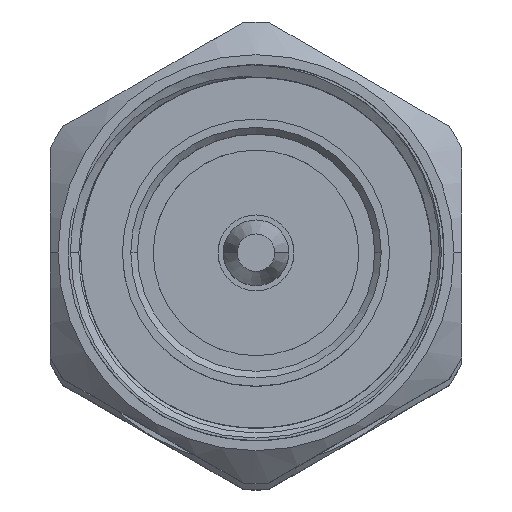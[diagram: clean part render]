
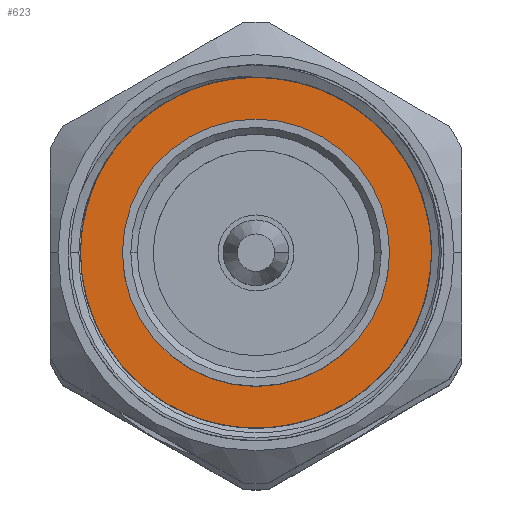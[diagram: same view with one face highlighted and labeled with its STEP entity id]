
A CAD part, top view. The second image highlights one B-rep face of the part: STEP entity #623.
In plain terms, the highlighted face is planar.
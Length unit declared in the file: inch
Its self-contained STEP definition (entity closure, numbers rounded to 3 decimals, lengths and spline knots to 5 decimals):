
#222 = ORIENTED_EDGE ( 'NONE', *, *, #311, .F. ) ;
#224 = EDGE_CURVE ( 'NONE', #4398, #4340, #1641, .T. ) ;
#311 = EDGE_CURVE ( 'NONE', #527, #691, #2344, .T. ) ;
#395 = CARTESIAN_POINT ( 'NONE',  ( 0.39764, 0., 0. ) ) ;
#413 = CARTESIAN_POINT ( 'NONE',  ( 0.39764, 0., 0. ) ) ;
#471 = DIRECTION ( 'NONE',  ( -1., 0., 0. ) ) ;
#527 = VERTEX_POINT ( 'NONE', #1873 ) ;
#623 = ADVANCED_FACE ( 'NONE', ( #1068, #1817 ), #4104, .T. ) ;
#691 = VERTEX_POINT ( 'NONE', #894 ) ;
#775 = DIRECTION ( 'NONE',  ( -1., 0., 0. ) ) ;
#863 = AXIS2_PLACEMENT_3D ( 'NONE', #3804, #471, #1960 ) ;
#894 = CARTESIAN_POINT ( 'NONE',  ( 0.39764, 0., 0.40551 ) ) ;
#991 = CARTESIAN_POINT ( 'NONE',  ( 0.39764, 0., 0.57237 ) ) ;
#1068 = FACE_OUTER_BOUND ( 'NONE', #3145, .T. ) ;
#1300 = ORIENTED_EDGE ( 'NONE', *, *, #4475, .F. ) ;
#1457 = CARTESIAN_POINT ( 'NONE',  ( 0.39764, 0., 0. ) ) ;
#1641 = CIRCLE ( 'NONE', #4345, 0.57237 ) ;
#1719 = AXIS2_PLACEMENT_3D ( 'NONE', #413, #775, #2965 ) ;
#1744 = CIRCLE ( 'NONE', #4446, 0.40551 ) ;
#1817 = FACE_BOUND ( 'NONE', #4492, .T. ) ;
#1873 = CARTESIAN_POINT ( 'NONE',  ( 0.39764, 0., -0.40551 ) ) ;
#1934 = ORIENTED_EDGE ( 'NONE', *, *, #224, .T. ) ;
#1960 = DIRECTION ( 'NONE',  ( 0., 0., 1. ) ) ;
#2231 = DIRECTION ( 'NONE',  ( 0., 0., 1. ) ) ;
#2344 = CIRCLE ( 'NONE', #863, 0.40551 ) ;
#2592 = DIRECTION ( 'NONE',  ( -1., 0., 0. ) ) ;
#2965 = DIRECTION ( 'NONE',  ( 0., 0., 1. ) ) ;
#3145 = EDGE_LOOP ( 'NONE', ( #3431, #1934 ) ) ;
#3267 = DIRECTION ( 'NONE',  ( 0., 0., 1. ) ) ;
#3320 = CARTESIAN_POINT ( 'NONE',  ( 0.39764, 0., 0. ) ) ;
#3414 = EDGE_CURVE ( 'NONE', #4340, #4398, #3673, .T. ) ;
#3431 = ORIENTED_EDGE ( 'NONE', *, *, #3414, .T. ) ;
#3542 = CARTESIAN_POINT ( 'NONE',  ( 0.39764, 0., -0.57237 ) ) ;
#3649 = DIRECTION ( 'NONE',  ( -1., 0., 0. ) ) ;
#3673 = CIRCLE ( 'NONE', #4679, 0.57237 ) ;
#3746 = DIRECTION ( 'NONE',  ( -1., 0., 0. ) ) ;
#3804 = CARTESIAN_POINT ( 'NONE',  ( 0.39764, 0., 0. ) ) ;
#4104 = PLANE ( 'NONE',  #1719 ) ;
#4340 = VERTEX_POINT ( 'NONE', #991 ) ;
#4345 = AXIS2_PLACEMENT_3D ( 'NONE', #3320, #2592, #2231 ) ;
#4398 = VERTEX_POINT ( 'NONE', #3542 ) ;
#4412 = DIRECTION ( 'NONE',  ( 0., 0., 1. ) ) ;
#4446 = AXIS2_PLACEMENT_3D ( 'NONE', #1457, #3746, #3267 ) ;
#4475 = EDGE_CURVE ( 'NONE', #691, #527, #1744, .T. ) ;
#4492 = EDGE_LOOP ( 'NONE', ( #222, #1300 ) ) ;
#4679 = AXIS2_PLACEMENT_3D ( 'NONE', #395, #3649, #4412 ) ;
